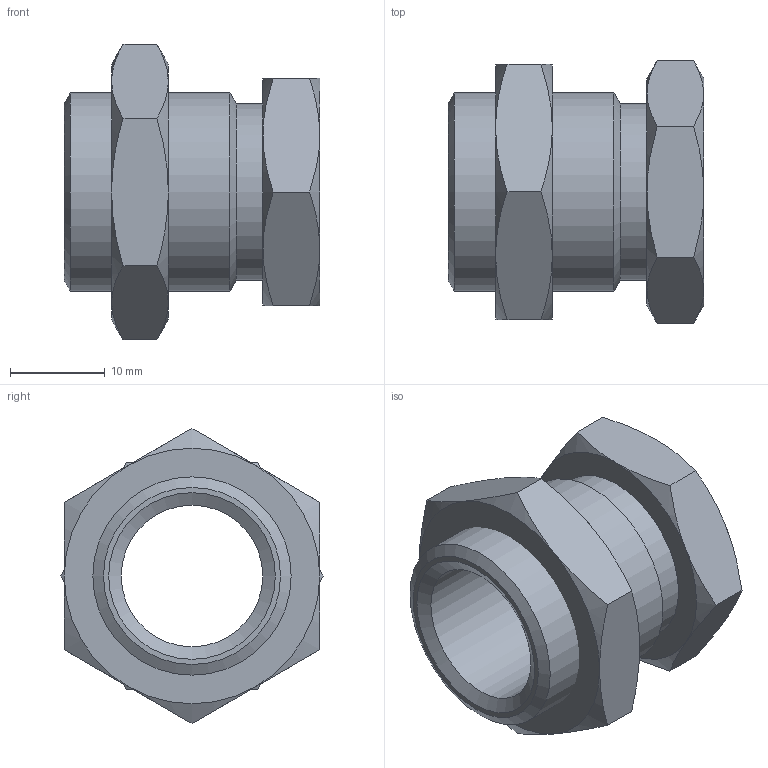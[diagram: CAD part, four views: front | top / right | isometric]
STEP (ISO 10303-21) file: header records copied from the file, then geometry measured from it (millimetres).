
FILE_DESCRIPTION(/* description */ (''),/* implementation_level */ '2;1');
FILE_NAME(/* name */ 'sv_38_es-la.stp',/* time_stamp */ '2020-07-20T14:17:33+02:00',/* author */ ('leitheußer'),/* organization */ (''),/* preprocessor_version */ 'ST-DEVELOPER v15.6',/* originating_system */ 'Autodesk Inventor LT ',/* authorisation */ '');
FILE_SCHEMA (('AUTOMOTIVE_DESIGN { 1 0 10303 214 3 1 1 }'));
Length unit declared in the file: millimetre
Products named in the file (1): SV 38 ES
Bounding box: 27 x 27.71 x 31.18 mm (x, y, z)
Volume: 7277.2 mm3; surface area: 5332.7 mm2
Topology: 2 solids, 2 shells, 49 faces, 103 edges, 59 vertices
Faces by surface type: cone 28, plane 17, cylinder 4
Full cylindrical faces by diameter (mm): 14.95 x1, 18.6 x1, 18.631 x1, 20.955 x1
Entity records: 1223 total; most frequent: CARTESIAN_POINT 300, ORIENTED_EDGE 190, DIRECTION 182, EDGE_CURVE 95, AXIS2_PLACEMENT_3D 85, EDGE_LOOP 62, VERTEX_POINT 59, FACE_OUTER_BOUND 49
